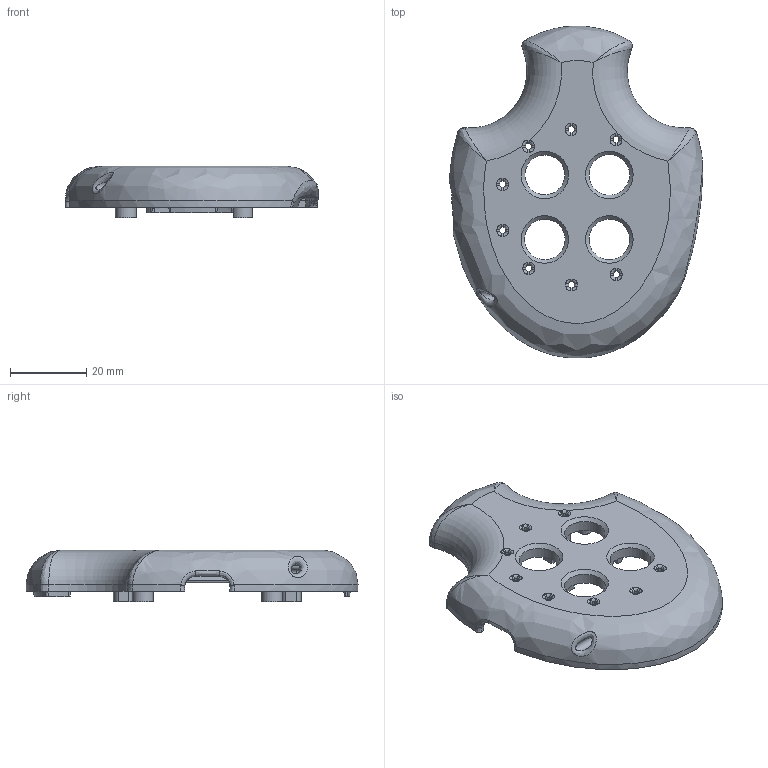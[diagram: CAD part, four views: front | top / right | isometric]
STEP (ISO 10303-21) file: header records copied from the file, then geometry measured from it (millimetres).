
FILE_DESCRIPTION(/* description */ (''),/* implementation_level */ '2;1');
FILE_NAME(/* name */ 'PuckPuckBruce-rev6-Top.stp',/* time_stamp */ '2020-09-11T17:23:10-07:00',/* author */ ('andre'),/* organization */ (''),/* preprocessor_version */ 'ST-DEVELOPER v17',/* originating_system */ 'Autodesk Inventor 2019',/* authorisation */ '');
FILE_SCHEMA (('AUTOMOTIVE_DESIGN { 1 0 10303 214 3 1 1 }'));
Length unit declared in the file: millimetre
Products named in the file (1): PuckPuckBruce-rev6-Top
Bounding box: 66.61 x 87.32 x 13.57 mm (x, y, z)
Volume: 12730.9 mm3; surface area: 13008.9 mm2
Topology: 1 solids, 1 shells, 502 faces, 1329 edges, 824 vertices
Faces by surface type: plane 173, cylinder 124, bspline 112, torus 67, cone 26
Full cylindrical faces by diameter (mm): 2.5 x5, 3.5 x2, 5.5 x2, 10.5 x1, 10.7 x3
Entity records: 21727 total; most frequent: CARTESIAN_POINT 10172, ORIENTED_EDGE 2648, DIRECTION 2050, EDGE_CURVE 1324, VERTEX_POINT 825, AXIS2_PLACEMENT_3D 794, EDGE_LOOP 529, FACE_OUTER_BOUND 502
